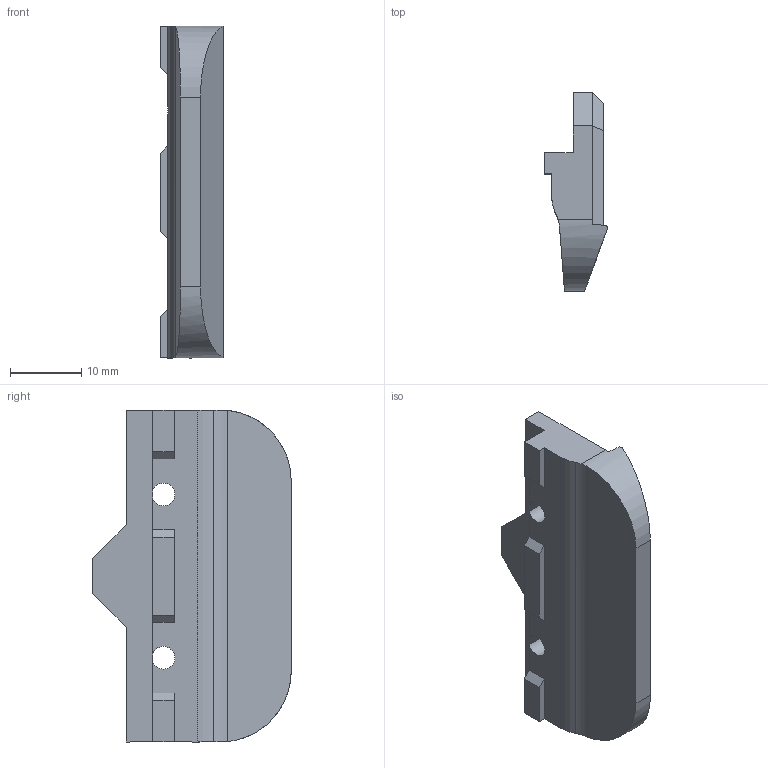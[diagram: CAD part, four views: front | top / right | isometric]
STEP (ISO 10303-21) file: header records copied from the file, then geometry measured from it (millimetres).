
FILE_DESCRIPTION(/* description */ (''),/* implementation_level */ '2;1');
FILE_NAME(/* name */ 'mini_fridge_inner_latch RevD.step',/* time_stamp */ '2023-11-21T11:10:26-08:00',/* author */ (''),/* organization */ (''),/* preprocessor_version */ 'ST-DEVELOPER v20',/* originating_system */ 'Autodesk Translation Framework v12.14.0.127',/* authorisation */ '');
FILE_SCHEMA (('AUTOMOTIVE_DESIGN { 1 0 10303 214 3 1 1 }'));
Length unit declared in the file: millimetre
Products named in the file (1): mini_fridge_inner_latch Rev C
Bounding box: 8.81 x 27.93 x 46.73 mm (x, y, z)
Volume: 5231.3 mm3; surface area: 3192.1 mm2
Topology: 1 solids, 1 shells, 64 faces, 164 edges, 104 vertices
Faces by surface type: plane 49, cylinder 11, cone 4
Full cylindrical faces by diameter (mm): 3.2 x2, 5.8 x2, 6.1 x2
Entity records: 1980 total; most frequent: CARTESIAN_POINT 361, ORIENTED_EDGE 328, DIRECTION 322, EDGE_CURVE 164, LINE 128, VECTOR 128, VERTEX_POINT 104, AXIS2_PLACEMENT_3D 97
